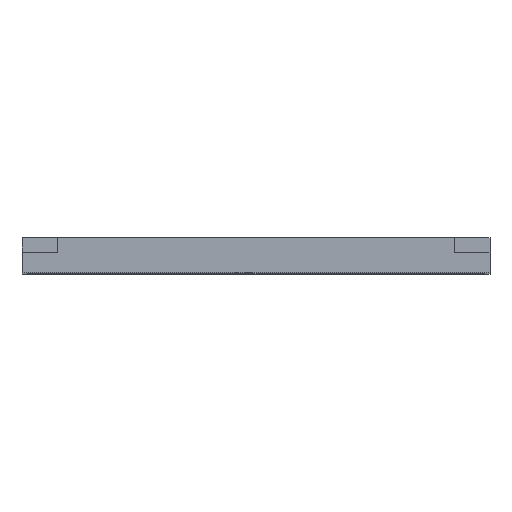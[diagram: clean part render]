
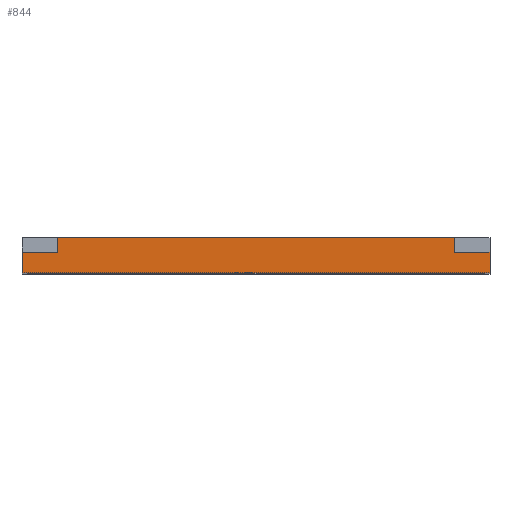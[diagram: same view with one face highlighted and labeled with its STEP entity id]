
A CAD part, top view. The second image highlights one B-rep face of the part: STEP entity #844.
In plain terms, the highlighted planar face has unit normal (0, 0, 1).
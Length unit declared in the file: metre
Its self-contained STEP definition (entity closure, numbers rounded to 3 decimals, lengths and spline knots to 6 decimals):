
#18=ORIENTED_EDGE('',*,*,#254,.T.);
#19=ORIENTED_EDGE('',*,*,#255,.T.);
#20=ORIENTED_EDGE('',*,*,#256,.T.);
#21=ORIENTED_EDGE('',*,*,#257,.F.);
#22=ORIENTED_EDGE('',*,*,#258,.F.);
#23=ORIENTED_EDGE('',*,*,#259,.F.);
#24=ORIENTED_EDGE('',*,*,#260,.F.);
#25=ORIENTED_EDGE('',*,*,#261,.T.);
#254=EDGE_CURVE('',#372,#373,#452,.T.);
#255=EDGE_CURVE('',#373,#374,#453,.T.);
#256=EDGE_CURVE('',#374,#375,#454,.T.);
#257=EDGE_CURVE('',#376,#375,#455,.T.);
#258=EDGE_CURVE('',#377,#376,#456,.T.);
#259=EDGE_CURVE('',#378,#377,#457,.T.);
#260=EDGE_CURVE('',#379,#378,#458,.T.);
#261=EDGE_CURVE('',#379,#372,#459,.T.);
#372=VERTEX_POINT('',#1156);
#373=VERTEX_POINT('',#1157);
#374=VERTEX_POINT('',#1159);
#375=VERTEX_POINT('',#1161);
#376=VERTEX_POINT('',#1163);
#377=VERTEX_POINT('',#1165);
#378=VERTEX_POINT('',#1167);
#379=VERTEX_POINT('',#1169);
#452=LINE('',#1155,#566);
#453=LINE('',#1158,#567);
#454=LINE('',#1160,#568);
#455=LINE('',#1162,#569);
#456=LINE('',#1164,#570);
#457=LINE('',#1166,#571);
#458=LINE('',#1168,#572);
#459=LINE('',#1170,#573);
#566=VECTOR('',#949,1.);
#567=VECTOR('',#950,1.);
#568=VECTOR('',#951,1.);
#569=VECTOR('',#952,1.);
#570=VECTOR('',#953,1.);
#571=VECTOR('',#954,1.);
#572=VECTOR('',#955,1.);
#573=VECTOR('',#956,1.);
#680=EDGE_LOOP('',(#18,#19,#20,#21,#22,#23,#24,#25));
#742=FACE_BOUND('',#680,.T.);
#804=PLANE('',#899);
#844=ADVANCED_FACE('',(#742),#804,.T.);
#899=AXIS2_PLACEMENT_3D('',#1154,#947,#948);
#947=DIRECTION('',(0.,0.,1.));
#948=DIRECTION('',(1.,0.,0.));
#949=DIRECTION('',(0.,1.,0.));
#950=DIRECTION('',(-1.,0.,0.));
#951=DIRECTION('',(0.,1.,0.));
#952=DIRECTION('',(1.,0.,0.));
#953=DIRECTION('',(0.,1.,0.));
#954=DIRECTION('',(1.,0.,0.));
#955=DIRECTION('',(0.,1.,0.));
#956=DIRECTION('',(1.,0.,0.));
#1154=CARTESIAN_POINT('',(0.039,-0.006,0.168));
#1155=CARTESIAN_POINT('',(0.079,-0.006,0.168));
#1156=CARTESIAN_POINT('',(0.079,-0.006,0.168));
#1157=CARTESIAN_POINT('',(0.079,-0.0025,0.168));
#1158=CARTESIAN_POINT('',(0.076,-0.0025,0.168));
#1159=CARTESIAN_POINT('',(0.073,-0.0025,0.168));
#1160=CARTESIAN_POINT('',(0.073,-0.0025,0.168));
#1161=CARTESIAN_POINT('',(0.073,0.,0.168));
#1162=CARTESIAN_POINT('',(0.039,0.,0.168));
#1163=CARTESIAN_POINT('',(0.005,0.,0.168));
#1164=CARTESIAN_POINT('',(0.005,-0.0025,0.168));
#1165=CARTESIAN_POINT('',(0.005,-0.0025,0.168));
#1166=CARTESIAN_POINT('',(0.002,-0.0025,0.168));
#1167=CARTESIAN_POINT('',(-0.001,-0.0025,0.168));
#1168=CARTESIAN_POINT('',(-0.001,-0.006,0.168));
#1169=CARTESIAN_POINT('',(-0.001,-0.006,0.168));
#1170=CARTESIAN_POINT('',(0.039,-0.006,0.168));
